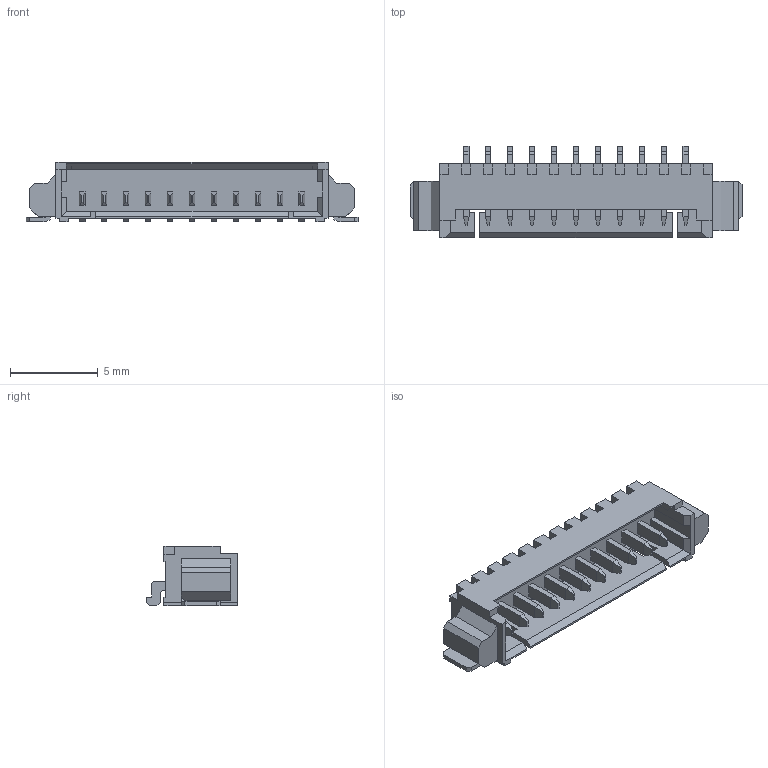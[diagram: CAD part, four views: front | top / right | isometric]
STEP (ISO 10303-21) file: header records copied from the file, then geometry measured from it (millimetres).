
FILE_DESCRIPTION (( 'STEP AP214' ), '1' );
FILE_NAME ('532611171.STEP', '2021-11-24T20:39:51', ( 'AVRASM1234' ), ( '' ), 'SwSTEP 2.0', 'SolidWorks 2017', '' );
FILE_SCHEMA (( 'AUTOMOTIVE_DESIGN' ));
Length unit declared in the file: millimetre
Products named in the file (1): 532611171
Bounding box: 18.9 x 5.2 x 3.4 mm (x, y, z)
Volume: 113.8 mm3; surface area: 526.4 mm2
Topology: 14 solids, 14 shells, 552 faces, 1510 edges, 988 vertices
Faces by surface type: plane 522, cylinder 30
Entity records: 20317 total; most frequent: CARTESIAN_POINT 3051, ORIENTED_EDGE 3020, DIRECTION 2676, EDGE_CURVE 1510, VECTOR 1450, LINE 1450, VERTEX_POINT 988, AXIS2_PLACEMENT_3D 613
